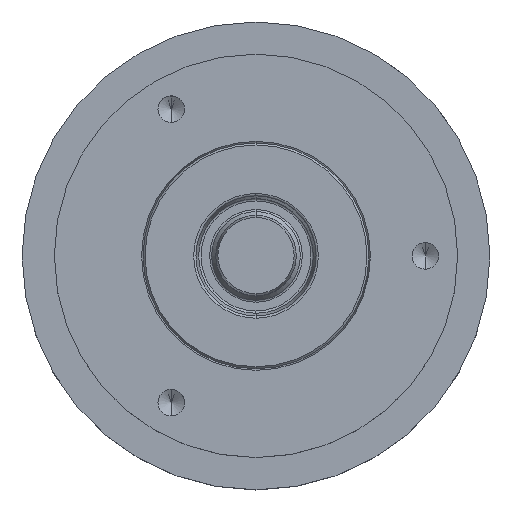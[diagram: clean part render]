
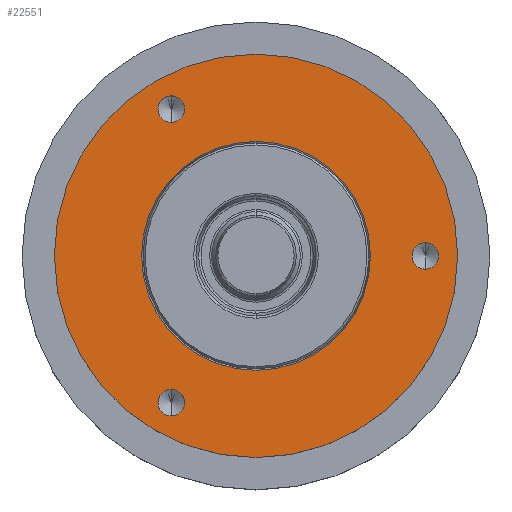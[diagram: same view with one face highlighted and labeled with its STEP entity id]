
A CAD part, top view. The second image highlights one B-rep face of the part: STEP entity #22551.
In plain terms, the highlighted planar face has unit normal (0, 0, 1).
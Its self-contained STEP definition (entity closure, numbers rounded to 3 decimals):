
#4113=CARTESIAN_POINT('',(0.,0.,27.));
#4114=DIRECTION('',(0.,0.,-1.));
#4115=DIRECTION('',(0.,1.,0.));
#4116=AXIS2_PLACEMENT_3D('',#4113,#4114,#4115);
#4118=CARTESIAN_POINT('',(0.,0.,27.));
#4119=DIRECTION('',(0.,0.,-1.));
#4120=DIRECTION('',(0.,-1.,0.));
#4121=AXIS2_PLACEMENT_3D('',#4118,#4119,#4120);
#4123=CARTESIAN_POINT('',(21.,0.,27.));
#4124=DIRECTION('',(0.,0.,1.));
#4125=DIRECTION('',(0.,-1.,0.));
#4126=AXIS2_PLACEMENT_3D('',#4123,#4124,#4125);
#4128=CARTESIAN_POINT('',(21.,0.,27.));
#4129=DIRECTION('',(0.,0.,1.));
#4130=DIRECTION('',(0.,1.,0.));
#4131=AXIS2_PLACEMENT_3D('',#4128,#4129,#4130);
#4133=CARTESIAN_POINT('',(-10.5,-18.187,27.));
#4134=DIRECTION('',(0.,0.,1.));
#4135=DIRECTION('',(0.,-1.,0.));
#4136=AXIS2_PLACEMENT_3D('',#4133,#4134,#4135);
#4138=CARTESIAN_POINT('',(-10.5,-18.187,27.));
#4139=DIRECTION('',(0.,0.,1.));
#4140=DIRECTION('',(0.,1.,0.));
#4141=AXIS2_PLACEMENT_3D('',#4138,#4139,#4140);
#4143=CARTESIAN_POINT('',(-10.5,18.187,27.));
#4144=DIRECTION('',(0.,0.,1.));
#4145=DIRECTION('',(0.,-1.,0.));
#4146=AXIS2_PLACEMENT_3D('',#4143,#4144,#4145);
#4148=CARTESIAN_POINT('',(-10.5,18.187,27.));
#4149=DIRECTION('',(0.,0.,1.));
#4150=DIRECTION('',(0.,1.,0.));
#4151=AXIS2_PLACEMENT_3D('',#4148,#4149,#4150);
#4158=CARTESIAN_POINT('',(0.,0.,27.));
#4159=DIRECTION('',(0.,0.,-1.));
#4160=DIRECTION('',(-1.,0.,0.));
#4161=AXIS2_PLACEMENT_3D('',#4158,#4159,#4160);
#4176=CARTESIAN_POINT('',(0.,0.,27.));
#4177=DIRECTION('',(0.,0.,-1.));
#4178=DIRECTION('',(1.,0.,0.));
#4179=AXIS2_PLACEMENT_3D('',#4176,#4177,#4178);
#17273=CARTESIAN_POINT('',(0.,25.,27.));
#17274=CARTESIAN_POINT('',(0.,-25.,27.));
#17275=VERTEX_POINT('',#17273);
#17276=VERTEX_POINT('',#17274);
#17301=CARTESIAN_POINT('',(14.188,0.,27.));
#17302=CARTESIAN_POINT('',(-14.188,0.,27.));
#17303=VERTEX_POINT('',#17301);
#17304=VERTEX_POINT('',#17302);
#17315=CARTESIAN_POINT('',(21.,-1.65,27.));
#17316=CARTESIAN_POINT('',(21.,1.65,27.));
#17317=VERTEX_POINT('',#17315);
#17318=VERTEX_POINT('',#17316);
#17325=CARTESIAN_POINT('',(-10.5,-19.837,27.));
#17326=CARTESIAN_POINT('',(-10.5,-16.537,27.));
#17327=VERTEX_POINT('',#17325);
#17328=VERTEX_POINT('',#17326);
#17335=CARTESIAN_POINT('',(-10.5,16.537,27.));
#17336=CARTESIAN_POINT('',(-10.5,19.837,27.));
#17337=VERTEX_POINT('',#17335);
#17338=VERTEX_POINT('',#17336);
#22517=CARTESIAN_POINT('',(0.,0.,27.));
#22518=DIRECTION('',(0.,0.,1.));
#22519=DIRECTION('',(1.,0.,0.));
#22520=AXIS2_PLACEMENT_3D('',#22517,#22518,#22519);
#22521=PLANE('',#22520);
#22523=ORIENTED_EDGE('',*,*,#22522,.T.);
#22524=ORIENTED_EDGE('',*,*,#22507,.T.);
#22525=EDGE_LOOP('',(#22523,#22524));
#22526=FACE_OUTER_BOUND('',#22525,.F.);
#22528=ORIENTED_EDGE('',*,*,#22527,.F.);
#22530=ORIENTED_EDGE('',*,*,#22529,.F.);
#22531=EDGE_LOOP('',(#22528,#22530));
#22532=FACE_BOUND('',#22531,.F.);
#22534=ORIENTED_EDGE('',*,*,#22533,.T.);
#22536=ORIENTED_EDGE('',*,*,#22535,.T.);
#22537=EDGE_LOOP('',(#22534,#22536));
#22538=FACE_BOUND('',#22537,.F.);
#22540=ORIENTED_EDGE('',*,*,#22539,.T.);
#22542=ORIENTED_EDGE('',*,*,#22541,.T.);
#22543=EDGE_LOOP('',(#22540,#22542));
#22544=FACE_BOUND('',#22543,.F.);
#22546=ORIENTED_EDGE('',*,*,#22545,.T.);
#22548=ORIENTED_EDGE('',*,*,#22547,.T.);
#22549=EDGE_LOOP('',(#22546,#22548));
#22550=FACE_BOUND('',#22549,.F.);
#4117=CIRCLE('',#4116,25.);
#4122=CIRCLE('',#4121,25.);
#4127=CIRCLE('',#4126,1.65);
#4132=CIRCLE('',#4131,1.65);
#4137=CIRCLE('',#4136,1.65);
#4142=CIRCLE('',#4141,1.65);
#4147=CIRCLE('',#4146,1.65);
#4152=CIRCLE('',#4151,1.65);
#4162=CIRCLE('',#4161,14.188);
#4180=CIRCLE('',#4179,14.188);
#22507=EDGE_CURVE('',#17276,#17275,#4122,.T.);
#22522=EDGE_CURVE('',#17275,#17276,#4117,.T.);
#22527=EDGE_CURVE('',#17304,#17303,#4162,.T.);
#22529=EDGE_CURVE('',#17303,#17304,#4180,.T.);
#22533=EDGE_CURVE('',#17317,#17318,#4127,.T.);
#22535=EDGE_CURVE('',#17318,#17317,#4132,.T.);
#22539=EDGE_CURVE('',#17327,#17328,#4137,.T.);
#22541=EDGE_CURVE('',#17328,#17327,#4142,.T.);
#22545=EDGE_CURVE('',#17337,#17338,#4147,.T.);
#22547=EDGE_CURVE('',#17338,#17337,#4152,.T.);
#22551=ADVANCED_FACE('',(#22526,#22532,#22538,#22544,#22550),#22521,.T.);
